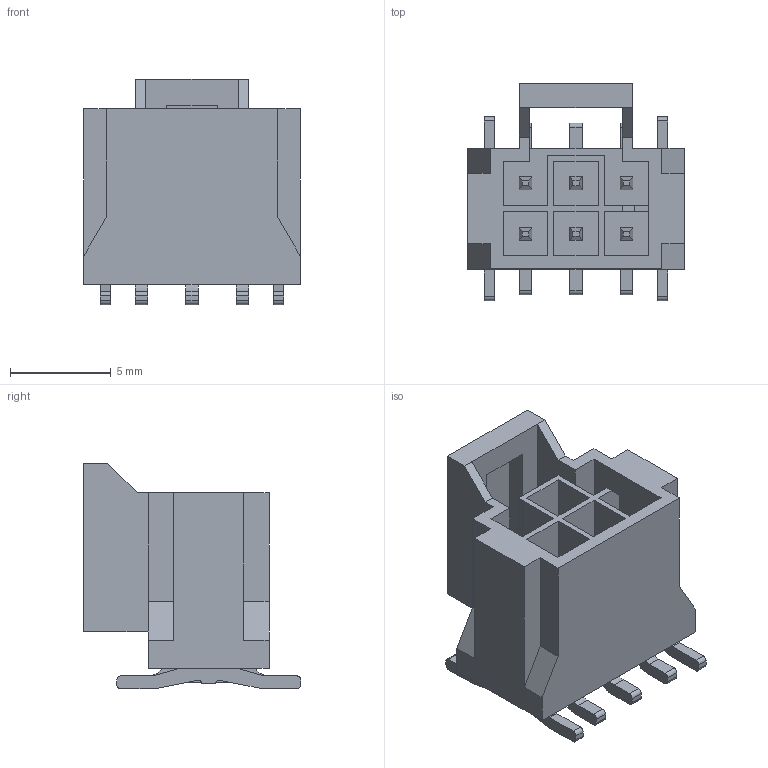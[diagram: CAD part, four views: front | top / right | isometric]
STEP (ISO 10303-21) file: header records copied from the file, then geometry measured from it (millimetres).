
FILE_DESCRIPTION((''),'2;1');
FILE_NAME('1054291206','2019-01-29T',('gga'),(''),'PRO/ENGINEER BY PARAMETRIC TECHNOLOGY CORPORATION, 2016010','PRO/ENGINEER BY PARAMETRIC TECHNOLOGY CORPORATION, 2016010','');
FILE_SCHEMA(('CONFIG_CONTROL_DESIGN'));
Length unit declared in the file: millimetre
Products named in the file (1): 1054291206
Bounding box: 10.73 x 10.75 x 11.16 mm (x, y, z)
Volume: 416.1 mm3; surface area: 1062.4 mm2
Topology: 1 solids, 1 shells, 233 faces, 663 edges, 444 vertices
Faces by surface type: plane 185, cylinder 48
Entity records: 7484 total; most frequent: CARTESIAN_POINT 1309, ORIENTED_EDGE 1262, DIRECTION 1227, EDGE_CURVE 631, VECTOR 567, LINE 567, VERTEX_POINT 412, AXIS2_PLACEMENT_3D 330
